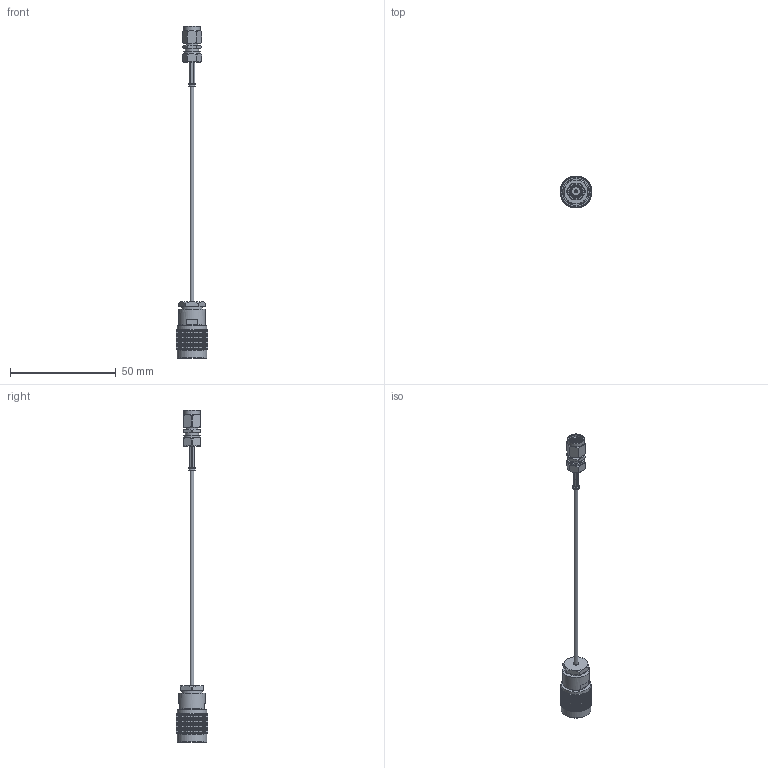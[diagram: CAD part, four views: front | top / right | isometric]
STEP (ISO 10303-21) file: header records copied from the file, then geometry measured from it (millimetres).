
FILE_DESCRIPTION (( 'STEP AP203' ), '1' );
FILE_NAME ('PE34248.step', '2020-03-20T21:00:54', ( '' ), ( '' ), 'SwSTEP 2.0', 'SolidWorks 2018', '' );
FILE_SCHEMA (( 'CONFIG_CONTROL_DESIGN' ));
Length unit declared in the file: inch
Products named in the file (4): Copy of Coax Cable^PE34248_RG178B-U; Copy of PE4448^PE34248; PE34248; Copy of PE4398^PE34248_CRIMPED
Assembly tree (3 placements, depth 2):
  PE34248
    Copy of Coax Cable^PE34248_RG178B-U
    Copy of PE4398^PE34248_CRIMPED
    Copy of PE4448^PE34248
Bounding box: 14.99 x 14.99 x 156.85 mm (x, y, z)
Volume: 4063.1 mm3; surface area: 4308.3 mm2
Topology: 4 solids, 4 shells, 2899 faces, 6138 edges, 3270 vertices
Faces by surface type: bspline 2167, cylinder 572, plane 98, cone 58, torus 4
Full cylindrical faces by diameter (mm): 0.94 x1, 1.016 x1, 1.092 x1, 1.27 x1, 1.448 x1, 1.81 x1, 1.829 x1, 1.905 x2, 1.962 x1, 3.2 x1, 4.572 x1, 5.08 x1, 5.607 x1, 6.155 x1, 6.35 x7, 7.061 x1, 7.849 x2, 9.804 x1, 11.43 x1, 12.7 x7, 14.021 x2
Entity records: 115168 total; most frequent: CARTESIAN_POINT 77295, ORIENTED_EDGE 12100, EDGE_CURVE 6050, VERTEX_POINT 3233, EDGE_LOOP 2947, FACE_OUTER_BOUND 2916, ADVANCED_FACE 2886, B_SPLINE_CURVE_WITH_KNOTS 2534
